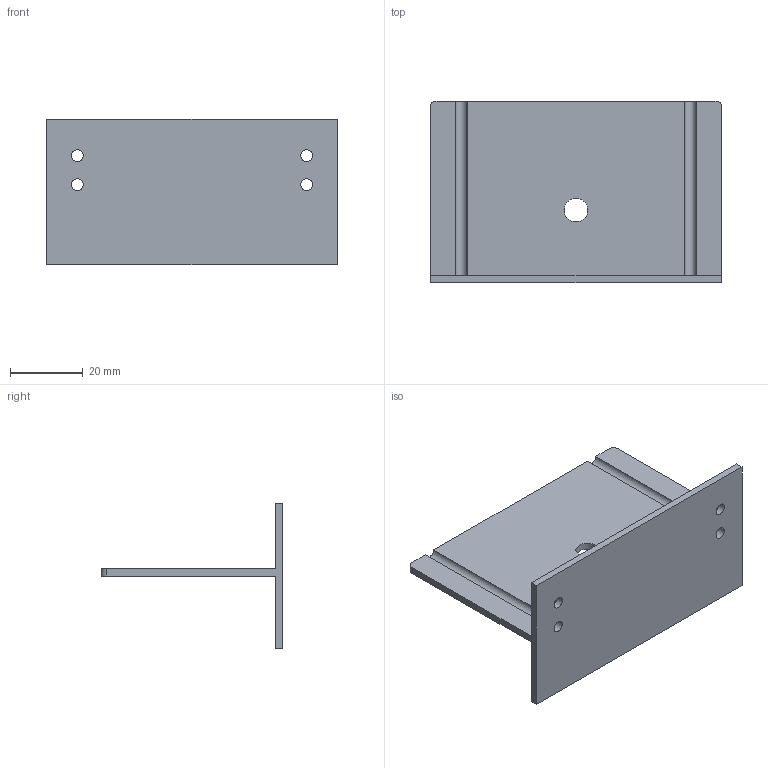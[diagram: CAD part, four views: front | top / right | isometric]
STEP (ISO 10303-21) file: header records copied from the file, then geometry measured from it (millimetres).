
FILE_DESCRIPTION(('Open CASCADE Model'),'2;1');
FILE_NAME('Open CASCADE Shape Model','2025-11-17T07:40:49',('Author'),( 'Open CASCADE'),'Open CASCADE STEP processor 7.8','Open CASCADE 7.8' ,'Unknown');
FILE_SCHEMA(('AUTOMOTIVE_DESIGN { 1 0 10303 214 1 1 1 1 }'));
Length unit declared in the file: millimetre
Products named in the file (1): Open CASCADE STEP translator 7.8 1
Bounding box: 80 x 50 x 40 mm (x, y, z)
Volume: 13561.3 mm3; surface area: 14913.4 mm2
Topology: 1 solids, 1 shells, 19 faces, 55 edges, 36 vertices
Faces by surface type: plane 12, cylinder 7
Full cylindrical faces by diameter (mm): 3.2 x4, 6.5 x1
Entity records: 1395 total; most frequent: CARTESIAN_POINT 299, DIRECTION 198, LINE 121, VECTOR 121, ORIENTED_EDGE 110, PCURVE 110, DEFINITIONAL_REPRESENTATION 110, EDGE_CURVE 55
